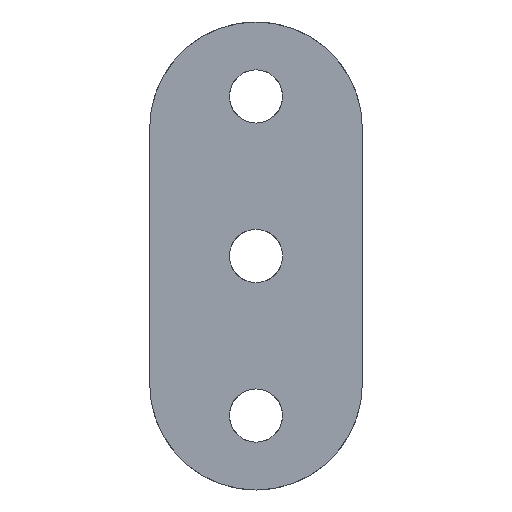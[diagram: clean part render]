
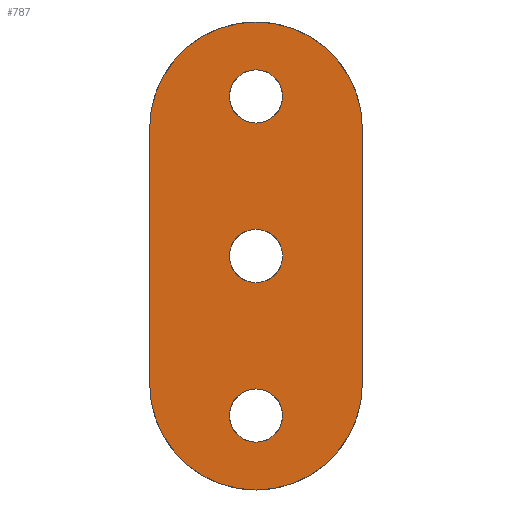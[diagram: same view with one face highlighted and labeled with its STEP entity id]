
A CAD part, front view. The second image highlights one B-rep face of the part: STEP entity #787.
In plain terms, the highlighted planar face has unit normal (0, -1, 0).
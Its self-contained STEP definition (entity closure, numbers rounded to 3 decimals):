
#24 = EDGE_LOOP ( 'NONE', ( #378, #208, #237, #186, #479, #134 ) ) ;
#28 = VERTEX_POINT ( 'NONE', #361 ) ;
#32 = CARTESIAN_POINT ( 'NONE',  ( -10., -6., 22. ) ) ;
#36 = CIRCLE ( 'NONE', #903, 10. ) ;
#47 = VECTOR ( 'NONE', #128, 1000. ) ;
#50 = EDGE_LOOP ( 'NONE', ( #155, #376 ) ) ;
#55 = CARTESIAN_POINT ( 'NONE',  ( 0., -6., 15. ) ) ;
#58 = DIRECTION ( 'NONE',  ( 0., 1., 0. ) ) ;
#61 = FACE_BOUND ( 'NONE', #50, .T. ) ;
#81 = ORIENTED_EDGE ( 'NONE', *, *, #901, .T. ) ;
#87 = DIRECTION ( 'NONE',  ( 0., 0., 1. ) ) ;
#97 = CARTESIAN_POINT ( 'NONE',  ( -10., -6., -12. ) ) ;
#101 = AXIS2_PLACEMENT_3D ( 'NONE', #477, #1067, #976 ) ;
#110 = CARTESIAN_POINT ( 'NONE',  ( 0., -6., -12.5 ) ) ;
#118 = DIRECTION ( 'NONE',  ( 0., 0., -1. ) ) ;
#128 = DIRECTION ( 'NONE',  ( 0., 0., -1. ) ) ;
#132 = CARTESIAN_POINT ( 'NONE',  ( 0., -6., 12.5 ) ) ;
#134 = ORIENTED_EDGE ( 'NONE', *, *, #189, .T. ) ;
#148 = DIRECTION ( 'NONE',  ( 0., 0., 1. ) ) ;
#155 = ORIENTED_EDGE ( 'NONE', *, *, #880, .T. ) ;
#157 = CARTESIAN_POINT ( 'NONE',  ( 0., -6., 12. ) ) ;
#171 = VERTEX_POINT ( 'NONE', #428 ) ;
#186 = ORIENTED_EDGE ( 'NONE', *, *, #723, .T. ) ;
#187 = VERTEX_POINT ( 'NONE', #374 ) ;
#189 = EDGE_CURVE ( 'NONE', #585, #495, #981, .T. ) ;
#207 = CARTESIAN_POINT ( 'NONE',  ( 10., -6., 22. ) ) ;
#208 = ORIENTED_EDGE ( 'NONE', *, *, #509, .T. ) ;
#237 = ORIENTED_EDGE ( 'NONE', *, *, #807, .T. ) ;
#238 = AXIS2_PLACEMENT_3D ( 'NONE', #598, #1101, #938 ) ;
#271 = CIRCLE ( 'NONE', #629, 2.5 ) ;
#272 = EDGE_CURVE ( 'NONE', #816, #28, #775, .T. ) ;
#277 = ORIENTED_EDGE ( 'NONE', *, *, #272, .T. ) ;
#297 = DIRECTION ( 'NONE',  ( 0., 1., 0. ) ) ;
#299 = AXIS2_PLACEMENT_3D ( 'NONE', #811, #297, #475 ) ;
#342 = DIRECTION ( 'NONE',  ( 0., 0., 1. ) ) ;
#357 = CIRCLE ( 'NONE', #644, 2.5 ) ;
#361 = CARTESIAN_POINT ( 'NONE',  ( 0., -6., 17.5 ) ) ;
#367 = DIRECTION ( 'NONE',  ( 0., -1., 0. ) ) ;
#368 = EDGE_CURVE ( 'NONE', #187, #605, #357, .T. ) ;
#374 = CARTESIAN_POINT ( 'NONE',  ( 0., -6., -17.5 ) ) ;
#376 = ORIENTED_EDGE ( 'NONE', *, *, #432, .T. ) ;
#378 = ORIENTED_EDGE ( 'NONE', *, *, #815, .F. ) ;
#386 = CARTESIAN_POINT ( 'NONE',  ( 0., -6., 12. ) ) ;
#390 = CARTESIAN_POINT ( 'NONE',  ( 10., -6., 22. ) ) ;
#412 = DIRECTION ( 'NONE',  ( 0., -1., 0. ) ) ;
#420 = LINE ( 'NONE', #32, #824 ) ;
#428 = CARTESIAN_POINT ( 'NONE',  ( 0., -6., 22. ) ) ;
#432 = EDGE_CURVE ( 'NONE', #703, #597, #635, .T. ) ;
#437 = EDGE_LOOP ( 'NONE', ( #791, #277 ) ) ;
#445 = DIRECTION ( 'NONE',  ( 0., 0., 1. ) ) ;
#451 = PLANE ( 'NONE',  #809 ) ;
#456 = VERTEX_POINT ( 'NONE', #766 ) ;
#475 = DIRECTION ( 'NONE',  ( 0., 0., 1. ) ) ;
#477 = CARTESIAN_POINT ( 'NONE',  ( 0., -6., 15. ) ) ;
#479 = ORIENTED_EDGE ( 'NONE', *, *, #563, .T. ) ;
#486 = CARTESIAN_POINT ( 'NONE',  ( 0., -6., 0. ) ) ;
#495 = VERTEX_POINT ( 'NONE', #1014 ) ;
#509 = EDGE_CURVE ( 'NONE', #922, #171, #1019, .T. ) ;
#563 = EDGE_CURVE ( 'NONE', #623, #585, #799, .T. ) ;
#564 = DIRECTION ( 'NONE',  ( 0., 0., 1. ) ) ;
#569 = CARTESIAN_POINT ( 'NONE',  ( 10., -6., 12. ) ) ;
#576 = AXIS2_PLACEMENT_3D ( 'NONE', #157, #412, #87 ) ;
#577 = FACE_BOUND ( 'NONE', #437, .T. ) ;
#585 = VERTEX_POINT ( 'NONE', #685 ) ;
#588 = DIRECTION ( 'NONE',  ( 0., 1., 0. ) ) ;
#597 = VERTEX_POINT ( 'NONE', #870 ) ;
#598 = CARTESIAN_POINT ( 'NONE',  ( 0., -6., -12. ) ) ;
#605 = VERTEX_POINT ( 'NONE', #110 ) ;
#623 = VERTEX_POINT ( 'NONE', #97 ) ;
#629 = AXIS2_PLACEMENT_3D ( 'NONE', #1084, #1081, #148 ) ;
#630 = DIRECTION ( 'NONE',  ( 0., 1., 0. ) ) ;
#634 = LINE ( 'NONE', #390, #47 ) ;
#635 = CIRCLE ( 'NONE', #752, 2.5 ) ;
#644 = AXIS2_PLACEMENT_3D ( 'NONE', #746, #588, #671 ) ;
#671 = DIRECTION ( 'NONE',  ( 0., 0., 1. ) ) ;
#673 = AXIS2_PLACEMENT_3D ( 'NONE', #886, #367, #445 ) ;
#685 = CARTESIAN_POINT ( 'NONE',  ( 0., -6., -22. ) ) ;
#703 = VERTEX_POINT ( 'NONE', #704 ) ;
#704 = CARTESIAN_POINT ( 'NONE',  ( 0., -6., -2.5 ) ) ;
#712 = DIRECTION ( 'NONE',  ( 0., 0., 1. ) ) ;
#723 = EDGE_CURVE ( 'NONE', #456, #623, #420, .T. ) ;
#743 = DIRECTION ( 'NONE',  ( 0., 1., 0. ) ) ;
#746 = CARTESIAN_POINT ( 'NONE',  ( 0., -6., -15. ) ) ;
#752 = AXIS2_PLACEMENT_3D ( 'NONE', #486, #58, #342 ) ;
#757 = AXIS2_PLACEMENT_3D ( 'NONE', #55, #743, #1068 ) ;
#766 = CARTESIAN_POINT ( 'NONE',  ( -10., -6., 12. ) ) ;
#775 = CIRCLE ( 'NONE', #101, 2.5 ) ;
#787 = ADVANCED_FACE ( 'NONE', ( #577, #61, #1071, #905 ), #451, .F. ) ;
#791 = ORIENTED_EDGE ( 'NONE', *, *, #846, .T. ) ;
#799 = CIRCLE ( 'NONE', #238, 10. ) ;
#807 = EDGE_CURVE ( 'NONE', #171, #456, #36, .T. ) ;
#809 = AXIS2_PLACEMENT_3D ( 'NONE', #207, #630, #712 ) ;
#811 = CARTESIAN_POINT ( 'NONE',  ( 0., -6., 0. ) ) ;
#815 = EDGE_CURVE ( 'NONE', #922, #495, #634, .T. ) ;
#816 = VERTEX_POINT ( 'NONE', #132 ) ;
#824 = VECTOR ( 'NONE', #118, 1000. ) ;
#846 = EDGE_CURVE ( 'NONE', #28, #816, #965, .T. ) ;
#870 = CARTESIAN_POINT ( 'NONE',  ( 0., -6., 2.5 ) ) ;
#880 = EDGE_CURVE ( 'NONE', #597, #703, #939, .T. ) ;
#886 = CARTESIAN_POINT ( 'NONE',  ( 0., -6., -12. ) ) ;
#901 = EDGE_CURVE ( 'NONE', #605, #187, #271, .T. ) ;
#903 = AXIS2_PLACEMENT_3D ( 'NONE', #386, #1061, #564 ) ;
#905 = FACE_OUTER_BOUND ( 'NONE', #24, .T. ) ;
#922 = VERTEX_POINT ( 'NONE', #569 ) ;
#938 = DIRECTION ( 'NONE',  ( 0., 0., 1. ) ) ;
#939 = CIRCLE ( 'NONE', #299, 2.5 ) ;
#943 = EDGE_LOOP ( 'NONE', ( #81, #970 ) ) ;
#965 = CIRCLE ( 'NONE', #757, 2.5 ) ;
#970 = ORIENTED_EDGE ( 'NONE', *, *, #368, .T. ) ;
#976 = DIRECTION ( 'NONE',  ( 0., 0., 1. ) ) ;
#981 = CIRCLE ( 'NONE', #673, 10. ) ;
#1014 = CARTESIAN_POINT ( 'NONE',  ( 10., -6., -12. ) ) ;
#1019 = CIRCLE ( 'NONE', #576, 10. ) ;
#1061 = DIRECTION ( 'NONE',  ( 0., -1., 0. ) ) ;
#1067 = DIRECTION ( 'NONE',  ( 0., 1., 0. ) ) ;
#1068 = DIRECTION ( 'NONE',  ( 0., 0., 1. ) ) ;
#1071 = FACE_BOUND ( 'NONE', #943, .T. ) ;
#1081 = DIRECTION ( 'NONE',  ( 0., 1., 0. ) ) ;
#1084 = CARTESIAN_POINT ( 'NONE',  ( 0., -6., -15. ) ) ;
#1101 = DIRECTION ( 'NONE',  ( 0., -1., 0. ) ) ;
